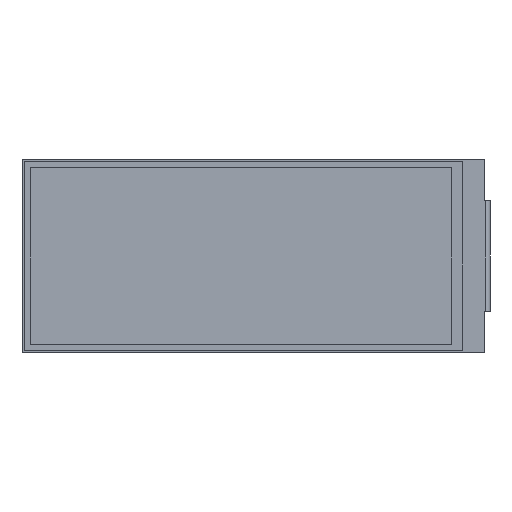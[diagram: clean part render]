
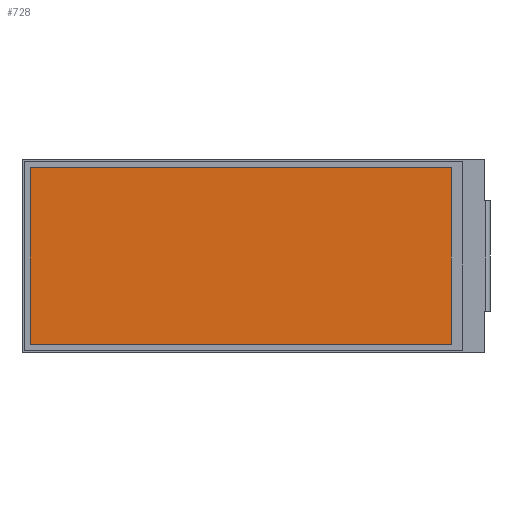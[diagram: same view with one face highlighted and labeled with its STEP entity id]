
A CAD part, top view. The second image highlights one B-rep face of the part: STEP entity #728.
In plain terms, the highlighted planar face has unit normal (0, 0, 1).
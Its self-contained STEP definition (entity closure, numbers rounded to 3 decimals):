
#76=FACE_OUTER_BOUND('',#115,.T.);
#115=EDGE_LOOP('',(#614,#615,#616,#617));
#190=LINE('',#1152,#278);
#194=LINE('',#1159,#282);
#197=LINE('',#1165,#285);
#199=LINE('',#1168,#287);
#278=VECTOR('',#944,10.);
#282=VECTOR('',#950,10.);
#285=VECTOR('',#955,10.);
#287=VECTOR('',#959,10.);
#356=VERTEX_POINT('',#1149);
#357=VERTEX_POINT('',#1151);
#359=VERTEX_POINT('',#1157);
#361=VERTEX_POINT('',#1163);
#444=EDGE_CURVE('',#356,#357,#190,.T.);
#448=EDGE_CURVE('',#359,#356,#194,.T.);
#451=EDGE_CURVE('',#361,#359,#197,.T.);
#453=EDGE_CURVE('',#357,#361,#199,.T.);
#614=ORIENTED_EDGE('',*,*,#453,.F.);
#615=ORIENTED_EDGE('',*,*,#444,.F.);
#616=ORIENTED_EDGE('',*,*,#448,.F.);
#617=ORIENTED_EDGE('',*,*,#451,.F.);
#691=PLANE('',#798);
#728=ADVANCED_FACE('',(#76),#691,.F.);
#798=AXIS2_PLACEMENT_3D('',#1169,#960,#961);
#944=DIRECTION('',(0.,-1.,0.));
#950=DIRECTION('',(1.,0.,0.));
#955=DIRECTION('',(0.,1.,0.));
#959=DIRECTION('',(-1.,0.,0.));
#960=DIRECTION('center_axis',(0.,0.,-1.));
#961=DIRECTION('ref_axis',(-1.,0.,0.));
#1149=CARTESIAN_POINT('',(82.55,35.62,1.59));
#1151=CARTESIAN_POINT('',(82.55,1.65,1.59));
#1152=CARTESIAN_POINT('',(82.55,1.65,1.59));
#1157=CARTESIAN_POINT('',(1.55,35.62,1.59));
#1159=CARTESIAN_POINT('',(82.55,35.62,1.59));
#1163=CARTESIAN_POINT('',(1.55,1.65,1.59));
#1165=CARTESIAN_POINT('',(1.55,35.62,1.59));
#1168=CARTESIAN_POINT('',(1.55,1.65,1.59));
#1169=CARTESIAN_POINT('Origin',(42.05,18.635,1.59));
